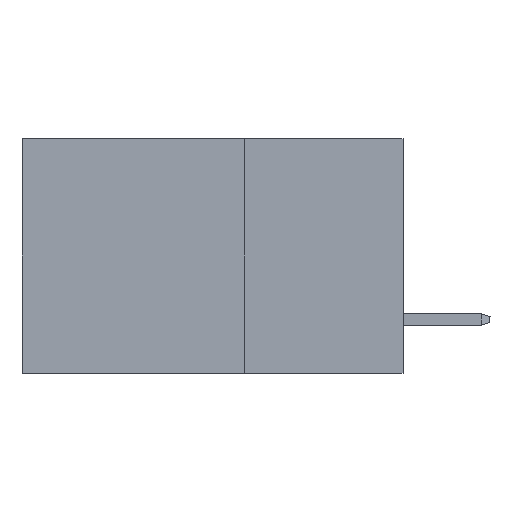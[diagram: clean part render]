
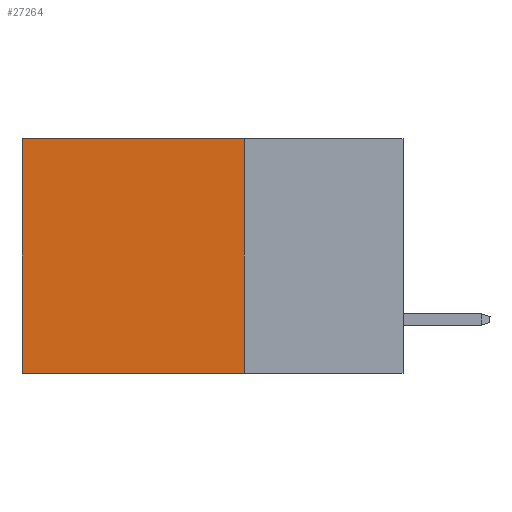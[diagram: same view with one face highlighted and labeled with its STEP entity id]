
A CAD part, left-side view. The second image highlights one B-rep face of the part: STEP entity #27264.
In plain terms, the highlighted planar face has unit normal (-1, 0, 0).
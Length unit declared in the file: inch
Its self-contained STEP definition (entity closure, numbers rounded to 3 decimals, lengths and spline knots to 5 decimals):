
#126 = EDGE_CURVE ( 'NONE', #17686, #41101, #3278, .T. ) ;
#2497 = ORIENTED_EDGE ( 'NONE', *, *, #12711, .T. ) ;
#2949 = FACE_OUTER_BOUND ( 'NONE', #28578, .T. ) ;
#3278 = LINE ( 'NONE', #18547, #46463 ) ;
#5512 = VECTOR ( 'NONE', #13882, 39.37008 ) ;
#9483 = ORIENTED_EDGE ( 'NONE', *, *, #45665, .F. ) ;
#11872 = VERTEX_POINT ( 'NONE', #37557 ) ;
#12711 = EDGE_CURVE ( 'NONE', #41101, #11872, #17589, .T. ) ;
#13278 = CARTESIAN_POINT ( 'NONE',  ( 0.2875, 0.25, 0. ) ) ;
#13533 = EDGE_CURVE ( 'NONE', #33517, #11872, #39590, .T. ) ;
#13882 = DIRECTION ( 'NONE',  ( 0., 1., 0. ) ) ;
#15036 = DIRECTION ( 'NONE',  ( 0., 1., 0. ) ) ;
#17460 = DIRECTION ( 'NONE',  ( 0., 0., -1. ) ) ;
#17589 = LINE ( 'NONE', #48502, #47129 ) ;
#17686 = VERTEX_POINT ( 'NONE', #13278 ) ;
#17796 = LINE ( 'NONE', #29336, #33882 ) ;
#18547 = CARTESIAN_POINT ( 'NONE',  ( 0.2875, 0.25, 0. ) ) ;
#19250 = CARTESIAN_POINT ( 'NONE',  ( 0.2875, 0.25, -0.37 ) ) ;
#21515 = ORIENTED_EDGE ( 'NONE', *, *, #13533, .F. ) ;
#25254 = CARTESIAN_POINT ( 'NONE',  ( 0.2875, 0.25, 0. ) ) ;
#25988 = DIRECTION ( 'NONE',  ( 1., 0., 0. ) ) ;
#27264 = ADVANCED_FACE ( 'NONE', ( #2949 ), #36584, .F. ) ;
#27833 = ORIENTED_EDGE ( 'NONE', *, *, #126, .T. ) ;
#28578 = EDGE_LOOP ( 'NONE', ( #2497, #21515, #9483, #27833 ) ) ;
#29336 = CARTESIAN_POINT ( 'NONE',  ( 0.2875, 0.25, 0. ) ) ;
#33108 = DIRECTION ( 'NONE',  ( 0., 0., -1. ) ) ;
#33517 = VERTEX_POINT ( 'NONE', #19250 ) ;
#33882 = VECTOR ( 'NONE', #33108, 39.37008 ) ;
#36584 = PLANE ( 'NONE',  #38260 ) ;
#37557 = CARTESIAN_POINT ( 'NONE',  ( 0.2875, 0.6, -0.37 ) ) ;
#38260 = AXIS2_PLACEMENT_3D ( 'NONE', #25254, #25988, #17460 ) ;
#39590 = LINE ( 'NONE', #48319, #5512 ) ;
#41101 = VERTEX_POINT ( 'NONE', #43958 ) ;
#41215 = DIRECTION ( 'NONE',  ( 0., 0., -1. ) ) ;
#43958 = CARTESIAN_POINT ( 'NONE',  ( 0.2875, 0.6, 0. ) ) ;
#45665 = EDGE_CURVE ( 'NONE', #17686, #33517, #17796, .T. ) ;
#46463 = VECTOR ( 'NONE', #15036, 39.37008 ) ;
#47129 = VECTOR ( 'NONE', #41215, 39.37008 ) ;
#48319 = CARTESIAN_POINT ( 'NONE',  ( 0.2875, 0.25, -0.37 ) ) ;
#48502 = CARTESIAN_POINT ( 'NONE',  ( 0.2875, 0.6, 0. ) ) ;
